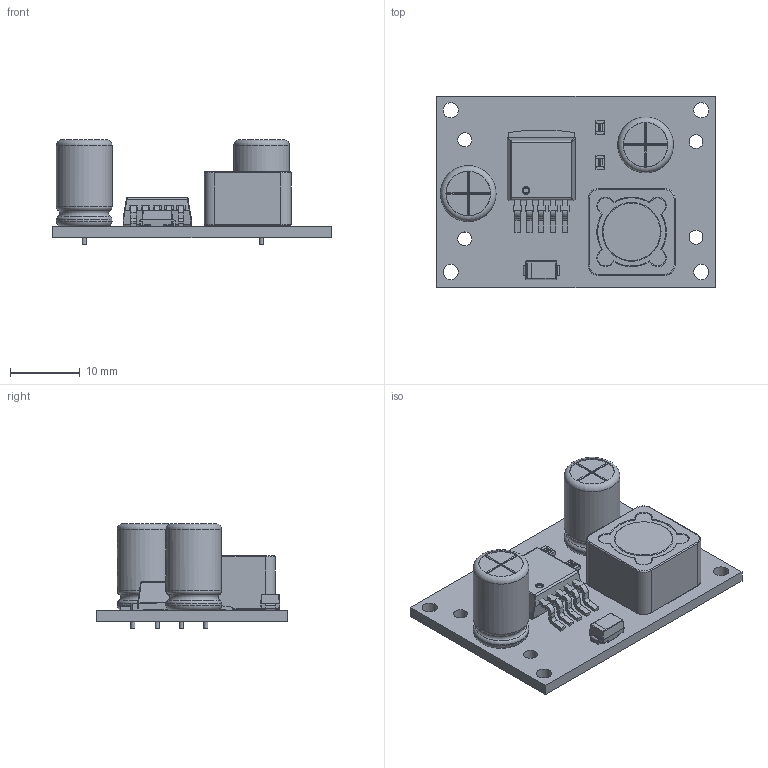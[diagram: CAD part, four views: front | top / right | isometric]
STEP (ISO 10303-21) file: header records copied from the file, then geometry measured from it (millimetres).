
FILE_DESCRIPTION(('Open CASCADE Model'),'2;1');
FILE_NAME('Open CASCADE Shape Model','2021-05-29T23:00:12',('Author'),( 'Open CASCADE'),'Open CASCADE STEP processor 6.8','Open CASCADE 6.8' ,'Unknown');
FILE_SCHEMA(('AUTOMOTIVE_DESIGN { 1 0 10303 214 1 1 1 1 }'));
Length unit declared in the file: millimetre
Products named in the file (15): PCB; Board; Open CASCADE STEP translator 6.8 1.1.1; R2; 0805_resistor; R1; L1; SRR1280; IC1; TO263-5-1; D1; SMA; C2; Cap_TH_D8.00mm_H12.50mm_L3.50mm; C1
Assembly tree (16 placements, depth 3):
  PCB
    Board
      Open CASCADE STEP translator 6.8 1.1.1
    R2
      0805_resistor
    R1
      0805_resistor
    L1
      SRR1280
    IC1
      TO263-5-1
    D1
      SMA
    C2
      Cap_TH_D8.00mm_H12.50mm_L3.50mm
    C1
      Cap_TH_D8.00mm_H12.50mm_L3.50mm
Bounding box: 40 x 27.5 x 15 mm (x, y, z)
Volume: 4501.2 mm3; surface area: 4674.4 mm2
Topology: 16 solids, 16 shells, 676 faces, 1825 edges, 1200 vertices
Faces by surface type: bspline 235, plane 234, cylinder 140, torus 41, sphere 26
Full cylindrical faces by diameter (mm): 0.6 x4, 0.8 x4, 2 x4, 2.2 x4, 6.4 x4, 8 x4
Entity records: 20531 total; most frequent: CARTESIAN_POINT 7608, ORIENTED_EDGE 2892, DIRECTION 1631, EDGE_CURVE 1446, VERTEX_POINT 939, B_SPLINE_CURVE_WITH_KNOTS 664, FACE_BOUND 599, EDGE_LOOP 599
